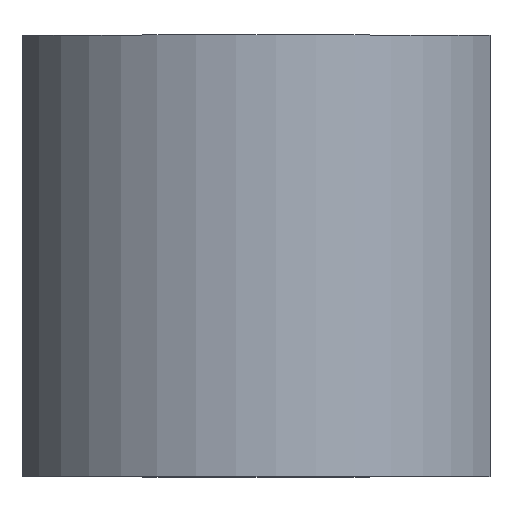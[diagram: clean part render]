
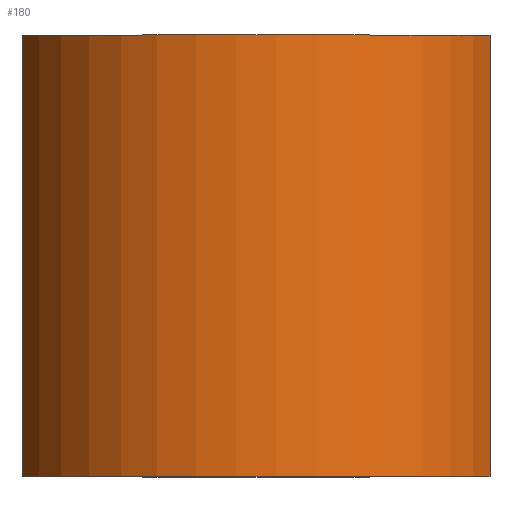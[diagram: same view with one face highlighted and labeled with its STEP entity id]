
A CAD part, top view. The second image highlights one B-rep face of the part: STEP entity #180.
In plain terms, the highlighted cylindrical face has radius 4.5 mm (diameter 9 mm), a partial arc.
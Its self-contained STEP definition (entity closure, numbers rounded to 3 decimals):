
#15=CIRCLE('',#205,4.5);
#16=CIRCLE('',#206,4.5);
#19=CYLINDRICAL_SURFACE('',#204,4.5);
#24=FACE_OUTER_BOUND('',#34,.T.);
#34=EDGE_LOOP('',(#133,#134,#135,#136));
#50=LINE('',#286,#70);
#51=LINE('',#292,#71);
#70=VECTOR('',#232,10.);
#71=VECTOR('',#239,10.);
#87=VERTEX_POINT('',#282);
#88=VERTEX_POINT('',#284);
#89=VERTEX_POINT('',#288);
#90=VERTEX_POINT('',#290);
#106=EDGE_CURVE('',#87,#88,#50,.T.);
#107=EDGE_CURVE('',#89,#87,#15,.T.);
#108=EDGE_CURVE('',#90,#88,#16,.T.);
#109=EDGE_CURVE('',#89,#90,#51,.T.);
#133=ORIENTED_EDGE('',*,*,#107,.T.);
#134=ORIENTED_EDGE('',*,*,#106,.T.);
#135=ORIENTED_EDGE('',*,*,#108,.F.);
#136=ORIENTED_EDGE('',*,*,#109,.F.);
#180=ADVANCED_FACE('',(#24),#19,.T.);
#204=AXIS2_PLACEMENT_3D('',#287,#233,#234);
#205=AXIS2_PLACEMENT_3D('',#289,#235,#236);
#206=AXIS2_PLACEMENT_3D('',#291,#237,#238);
#232=DIRECTION('',(0.,1.,0.));
#233=DIRECTION('center_axis',(0.,1.,0.));
#234=DIRECTION('ref_axis',(1.,0.,0.));
#235=DIRECTION('center_axis',(0.,1.,0.));
#236=DIRECTION('ref_axis',(1.,0.,0.));
#237=DIRECTION('center_axis',(0.,1.,0.));
#238=DIRECTION('ref_axis',(1.,0.,0.));
#239=DIRECTION('',(0.,1.,0.));
#282=CARTESIAN_POINT('',(4.243,0.,1.5));
#284=CARTESIAN_POINT('',(4.243,8.,1.5));
#286=CARTESIAN_POINT('',(4.243,0.,1.5));
#287=CARTESIAN_POINT('Origin',(0.,0.,0.));
#288=CARTESIAN_POINT('',(-4.243,0.,1.5));
#289=CARTESIAN_POINT('Origin',(0.,0.,0.));
#290=CARTESIAN_POINT('',(-4.243,8.,1.5));
#291=CARTESIAN_POINT('Origin',(0.,8.,0.));
#292=CARTESIAN_POINT('',(-4.243,0.,1.5));
